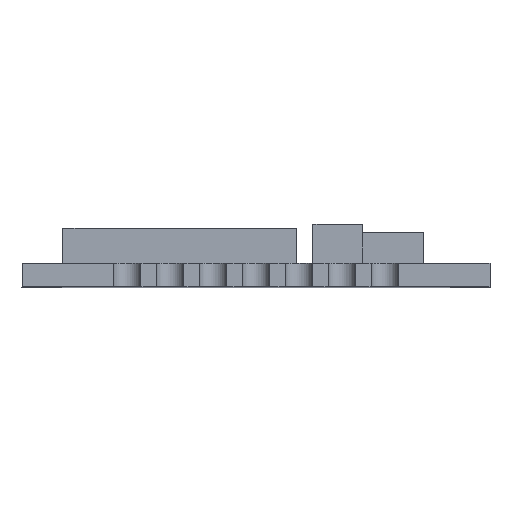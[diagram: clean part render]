
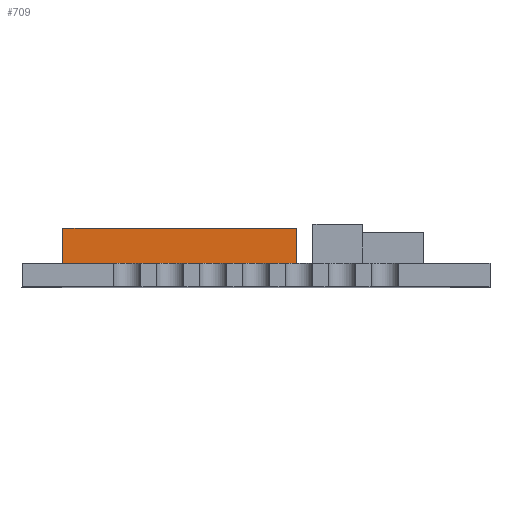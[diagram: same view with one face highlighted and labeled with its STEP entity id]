
A CAD part, top view. The second image highlights one B-rep face of the part: STEP entity #709.
In plain terms, the highlighted planar face has unit normal (0, 0, 1).
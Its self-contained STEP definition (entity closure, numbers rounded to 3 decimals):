
#123 = EDGE_CURVE ( 'NONE', #8014, #477, #2998, .T. ) ;
#477 = VERTEX_POINT ( 'NONE', #2306 ) ;
#706 = CARTESIAN_POINT ( 'NONE',  ( -4.95, 0.6, 1.5 ) ) ;
#709 = ADVANCED_FACE ( 'NONE', ( #2468 ), #2379, .F. ) ;
#1128 = EDGE_CURVE ( 'NONE', #8014, #4050, #6873, .T. ) ;
#1221 = VERTEX_POINT ( 'NONE', #6799 ) ;
#1388 = EDGE_CURVE ( 'NONE', #4050, #1221, #1401, .T. ) ;
#1401 = LINE ( 'NONE', #706, #5719 ) ;
#1904 = VECTOR ( 'NONE', #2656, 1000. ) ;
#2292 = DIRECTION ( 'NONE',  ( -1., 0., 0. ) ) ;
#2306 = CARTESIAN_POINT ( 'NONE',  ( 1.05, 1.5, 1.5 ) ) ;
#2379 = PLANE ( 'NONE',  #9053 ) ;
#2468 = FACE_OUTER_BOUND ( 'NONE', #7719, .T. ) ;
#2656 = DIRECTION ( 'NONE',  ( 0., -1., 0. ) ) ;
#2887 = VECTOR ( 'NONE', #8814, 1000. ) ;
#2998 = LINE ( 'NONE', #7268, #9055 ) ;
#3831 = DIRECTION ( 'NONE',  ( 0., 0., -1. ) ) ;
#4050 = VERTEX_POINT ( 'NONE', #6181 ) ;
#5253 = ORIENTED_EDGE ( 'NONE', *, *, #1128, .T. ) ;
#5459 = ORIENTED_EDGE ( 'NONE', *, *, #123, .F. ) ;
#5719 = VECTOR ( 'NONE', #5829, 1000. ) ;
#5829 = DIRECTION ( 'NONE',  ( 1., 0., 0. ) ) ;
#6181 = CARTESIAN_POINT ( 'NONE',  ( -4.95, 0.6, 1.5 ) ) ;
#6438 = EDGE_CURVE ( 'NONE', #477, #1221, #8989, .T. ) ;
#6443 = CARTESIAN_POINT ( 'NONE',  ( -4.95, 1.5, 1.5 ) ) ;
#6799 = CARTESIAN_POINT ( 'NONE',  ( 1.05, 0.6, 1.5 ) ) ;
#6870 = CARTESIAN_POINT ( 'NONE',  ( 1.05, 1.5, 1.5 ) ) ;
#6873 = LINE ( 'NONE', #6924, #1904 ) ;
#6924 = CARTESIAN_POINT ( 'NONE',  ( -4.95, 1.5, 1.5 ) ) ;
#7163 = ORIENTED_EDGE ( 'NONE', *, *, #6438, .F. ) ;
#7268 = CARTESIAN_POINT ( 'NONE',  ( -4.95, 1.5, 1.5 ) ) ;
#7719 = EDGE_LOOP ( 'NONE', ( #8298, #7163, #5459, #5253 ) ) ;
#8014 = VERTEX_POINT ( 'NONE', #8212 ) ;
#8212 = CARTESIAN_POINT ( 'NONE',  ( -4.95, 1.5, 1.5 ) ) ;
#8298 = ORIENTED_EDGE ( 'NONE', *, *, #1388, .T. ) ;
#8616 = DIRECTION ( 'NONE',  ( 1., 0., 0. ) ) ;
#8814 = DIRECTION ( 'NONE',  ( 0., -1., 0. ) ) ;
#8989 = LINE ( 'NONE', #6870, #2887 ) ;
#9053 = AXIS2_PLACEMENT_3D ( 'NONE', #6443, #3831, #2292 ) ;
#9055 = VECTOR ( 'NONE', #8616, 1000. ) ;
